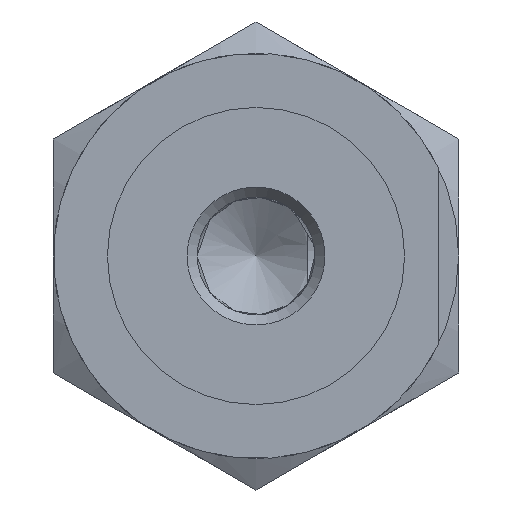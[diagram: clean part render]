
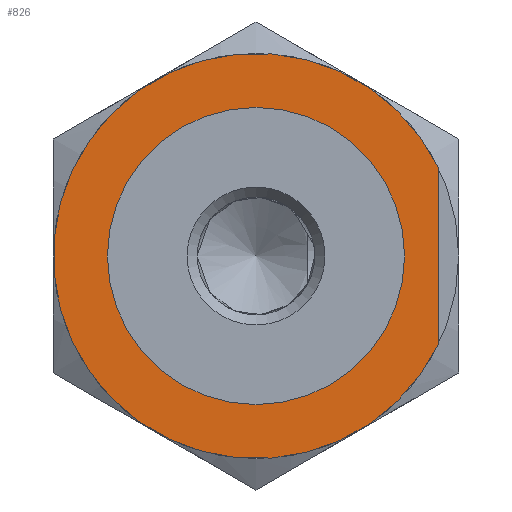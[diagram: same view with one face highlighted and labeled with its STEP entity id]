
A CAD part, front view. The second image highlights one B-rep face of the part: STEP entity #826.
In plain terms, the highlighted planar face has unit normal (0, -1, 0).
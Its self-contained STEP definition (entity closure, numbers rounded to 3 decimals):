
#606=CARTESIAN_POINT('',(13.5,2.5,6.538));
#607=VERTEX_POINT('',#606);
#616=CARTESIAN_POINT('',(13.5,2.5,-6.538));
#617=VERTEX_POINT('',#616);
#618=CARTESIAN_POINT('',(13.5,2.5,-6.538));
#619=DIRECTION('',(0.0,0.0,1.0));
#620=VECTOR('',#619,13.077);
#621=LINE('',#618,#620);
#622=EDGE_CURVE('',#617,#607,#621,.T.);
#793=CARTESIAN_POINT('',(-11.,2.5,0.0));
#794=VERTEX_POINT('',#793);
#795=CARTESIAN_POINT('',(0.0,2.5,0.0));
#796=DIRECTION('',(0.0,1.0,0.0));
#797=DIRECTION('',(-1.0,0.0,0.0));
#798=AXIS2_PLACEMENT_3D('',#795,#796,#797);
#799=CIRCLE('',#798,11.);
#800=EDGE_CURVE('',#794,#794,#799,.T.);
#808=CARTESIAN_POINT('',(-13.,2.5,0.0));
#809=DIRECTION('',(0.0,-1.0,0.0));
#810=DIRECTION('',(0.0,0.0,-1.0));
#811=AXIS2_PLACEMENT_3D('',#808,#809,#810);
#812=PLANE('',#811);
#813=ORIENTED_EDGE('',*,*,#622,.T.);
#814=CARTESIAN_POINT('',(0.0,2.5,0.0));
#815=DIRECTION('',(0.0,1.0,0.0));
#816=DIRECTION('',(-1.0,0.0,0.0));
#817=AXIS2_PLACEMENT_3D('',#814,#815,#816);
#818=CIRCLE('',#817,15.0);
#819=EDGE_CURVE('',#617,#607,#818,.T.);
#820=ORIENTED_EDGE('',*,*,#819,.F.);
#821=EDGE_LOOP('',(#813,#820));
#822=FACE_OUTER_BOUND('',#821,.T.);
#823=ORIENTED_EDGE('',*,*,#800,.T.);
#824=EDGE_LOOP('',(#823));
#825=FACE_BOUND('',#824,.T.);
#826=ADVANCED_FACE('',(#822,#825),#812,.T.);
